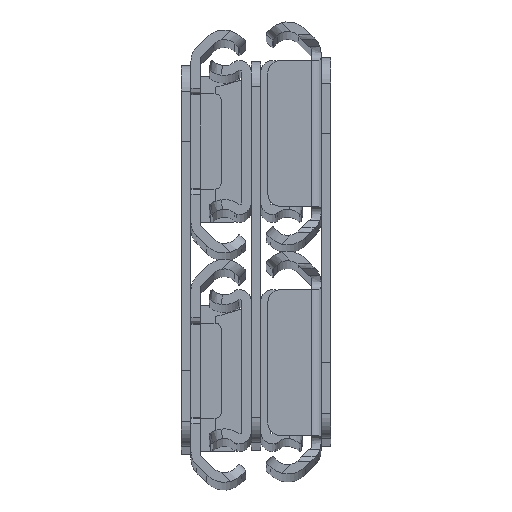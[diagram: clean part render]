
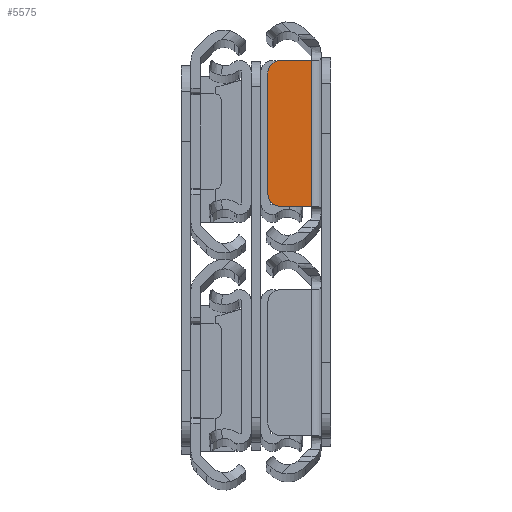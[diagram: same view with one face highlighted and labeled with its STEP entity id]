
A CAD part, top view. The second image highlights one B-rep face of the part: STEP entity #5575.
In plain terms, the highlighted face is planar.
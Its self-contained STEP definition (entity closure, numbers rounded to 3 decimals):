
#200 = CARTESIAN_POINT ( 'NONE',  ( 4.9, 9.5, -711.2 ) ) ;
#467 = CARTESIAN_POINT ( 'NONE',  ( 4.9, 11.5, -711.2 ) ) ;
#562 = DIRECTION ( 'NONE',  ( -1., 0., 0. ) ) ;
#629 = AXIS2_PLACEMENT_3D ( 'NONE', #4175, #8057, #3580 ) ;
#674 = VERTEX_POINT ( 'NONE', #7552 ) ;
#705 = ORIENTED_EDGE ( 'NONE', *, *, #5233, .T. ) ;
#925 = EDGE_CURVE ( 'NONE', #7490, #3905, #2655, .T. ) ;
#969 = CARTESIAN_POINT ( 'NONE',  ( 6.9, -9.5, -711.2 ) ) ;
#1026 = ORIENTED_EDGE ( 'NONE', *, *, #8009, .T. ) ;
#1255 = DIRECTION ( 'NONE',  ( 0., 1., 0. ) ) ;
#1376 = VECTOR ( 'NONE', #562, 1000. ) ;
#1426 = ORIENTED_EDGE ( 'NONE', *, *, #925, .F. ) ;
#1457 = VECTOR ( 'NONE', #1255, 1000. ) ;
#1490 = VECTOR ( 'NONE', #6143, 1000. ) ;
#1773 = CARTESIAN_POINT ( 'NONE',  ( 1.5, -11.5, -711.2 ) ) ;
#1788 = CARTESIAN_POINT ( 'NONE',  ( 1.5, 11.5, -711.2 ) ) ;
#2075 = DIRECTION ( 'NONE',  ( 0., 1., 0. ) ) ;
#2121 = DIRECTION ( 'NONE',  ( 0., 0., -1. ) ) ;
#2187 = VERTEX_POINT ( 'NONE', #7417 ) ;
#2214 = ORIENTED_EDGE ( 'NONE', *, *, #5493, .T. ) ;
#2218 = CARTESIAN_POINT ( 'NONE',  ( 0., -11.5, -711.2 ) ) ;
#2235 = CIRCLE ( 'NONE', #6906, 2. ) ;
#2575 = VERTEX_POINT ( 'NONE', #2218 ) ;
#2590 = CIRCLE ( 'NONE', #3657, 2. ) ;
#2655 = LINE ( 'NONE', #3329, #8001 ) ;
#3329 = CARTESIAN_POINT ( 'NONE',  ( 6.9, -11.5, -711.2 ) ) ;
#3331 = EDGE_CURVE ( 'NONE', #7490, #674, #2590, .T. ) ;
#3580 = DIRECTION ( 'NONE',  ( 1., 0., 0. ) ) ;
#3657 = AXIS2_PLACEMENT_3D ( 'NONE', #7235, #2121, #7194 ) ;
#3905 = VERTEX_POINT ( 'NONE', #8008 ) ;
#4175 = CARTESIAN_POINT ( 'NONE',  ( 1.5, 12.665, -711.2 ) ) ;
#4433 = ORIENTED_EDGE ( 'NONE', *, *, #6243, .T. ) ;
#4532 = CARTESIAN_POINT ( 'NONE',  ( 0., 11.5, -711.2 ) ) ;
#5233 = EDGE_CURVE ( 'NONE', #2187, #7163, #6074, .T. ) ;
#5311 = DIRECTION ( 'NONE',  ( 1., 0., 0. ) ) ;
#5493 = EDGE_CURVE ( 'NONE', #7163, #3905, #2235, .T. ) ;
#5505 = FACE_OUTER_BOUND ( 'NONE', #6152, .T. ) ;
#5575 = ADVANCED_FACE ( 'NONE', ( #5505 ), #7361, .F. ) ;
#6074 = LINE ( 'NONE', #1788, #1490 ) ;
#6125 = ORIENTED_EDGE ( 'NONE', *, *, #3331, .T. ) ;
#6143 = DIRECTION ( 'NONE',  ( 1., 0., 0. ) ) ;
#6152 = EDGE_LOOP ( 'NONE', ( #1026, #4433, #705, #2214, #1426, #6125 ) ) ;
#6243 = EDGE_CURVE ( 'NONE', #2575, #2187, #7130, .T. ) ;
#6294 = LINE ( 'NONE', #1773, #1376 ) ;
#6906 = AXIS2_PLACEMENT_3D ( 'NONE', #200, #7240, #5311 ) ;
#7130 = LINE ( 'NONE', #4532, #1457 ) ;
#7163 = VERTEX_POINT ( 'NONE', #467 ) ;
#7194 = DIRECTION ( 'NONE',  ( 1., 0., 0. ) ) ;
#7235 = CARTESIAN_POINT ( 'NONE',  ( 4.9, -9.5, -711.2 ) ) ;
#7240 = DIRECTION ( 'NONE',  ( 0., 0., -1. ) ) ;
#7361 = PLANE ( 'NONE',  #629 ) ;
#7417 = CARTESIAN_POINT ( 'NONE',  ( 0., 11.5, -711.2 ) ) ;
#7490 = VERTEX_POINT ( 'NONE', #969 ) ;
#7552 = CARTESIAN_POINT ( 'NONE',  ( 4.9, -11.5, -711.2 ) ) ;
#8001 = VECTOR ( 'NONE', #2075, 1000. ) ;
#8008 = CARTESIAN_POINT ( 'NONE',  ( 6.9, 9.5, -711.2 ) ) ;
#8009 = EDGE_CURVE ( 'NONE', #674, #2575, #6294, .T. ) ;
#8057 = DIRECTION ( 'NONE',  ( 0., 0., 1. ) ) ;
